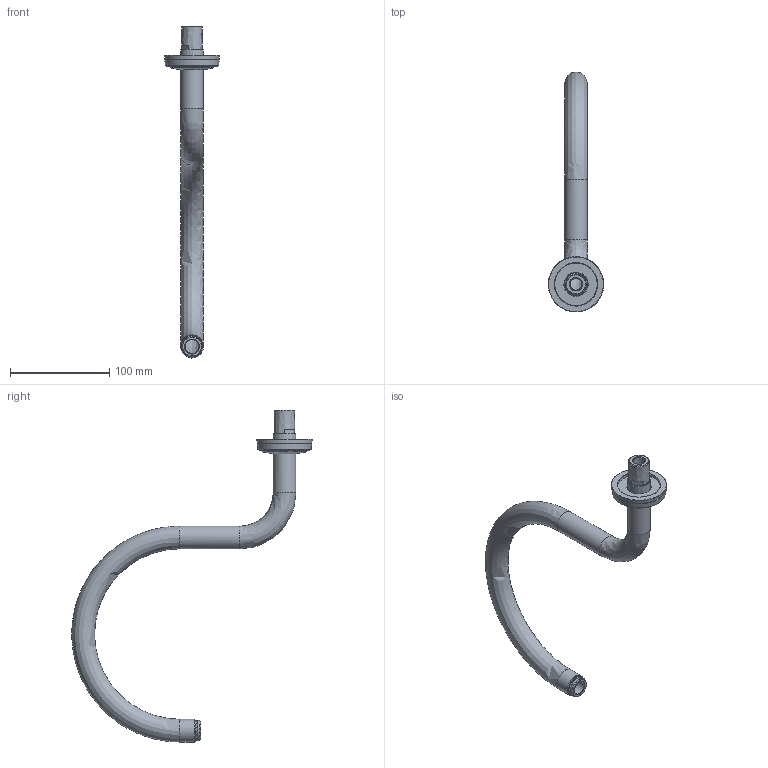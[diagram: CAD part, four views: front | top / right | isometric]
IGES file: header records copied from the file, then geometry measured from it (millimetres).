
Global section: file name: T10K621-A; native system: Autodesk Inventor 2024; preprocessor: unknown; author: camerond; date: 20251104.085142; units: millimetre
Bounding box: 55.75 x 242.65 x 335.2 mm (x, y, z)
Volume: 101954.5 mm3; surface area: 83652.5 mm2
Topology: 6 solids, 6 shells, 74 faces, 186 edges, 131 vertices
Faces by surface type: bspline 74
